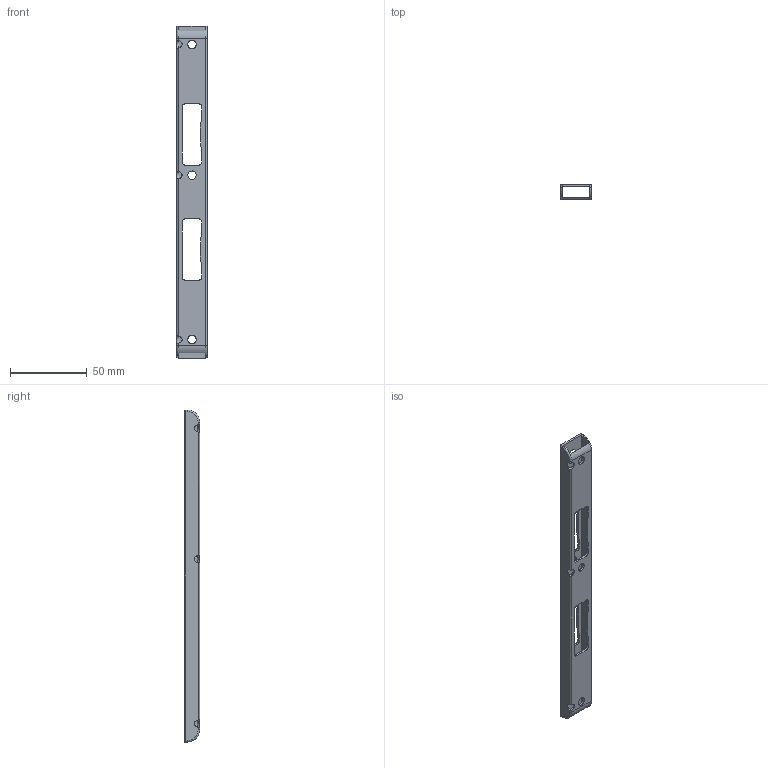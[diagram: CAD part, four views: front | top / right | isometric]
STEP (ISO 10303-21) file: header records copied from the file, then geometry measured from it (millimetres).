
FILE_DESCRIPTION (( 'STEP AP214' ), '1' );
FILE_NAME ('B-40341.1542_D001169255-001.STEP', '2022-11-15T07:47:03', ( '' ), ( '' ), 'SwSTEP 2.0', 'SolidWorks 2021', '' );
FILE_SCHEMA (( 'AUTOMOTIVE_DESIGN' ));
Length unit declared in the file: millimetre
Products named in the file (1): B-40341.1542_D001169255-001
Bounding box: 20 x 10 x 217 mm (x, y, z)
Volume: 13611.1 mm3; surface area: 19169.2 mm2
Topology: 1 solids, 1 shells, 91 faces, 273 edges, 176 vertices
Faces by surface type: cylinder 51, plane 30, cone 6, torus 4
Entity records: 3205 total; most frequent: CARTESIAN_POINT 679, ORIENTED_EDGE 546, DIRECTION 513, EDGE_CURVE 273, AXIS2_PLACEMENT_3D 182, VERTEX_POINT 176, VECTOR 149, LINE 149
